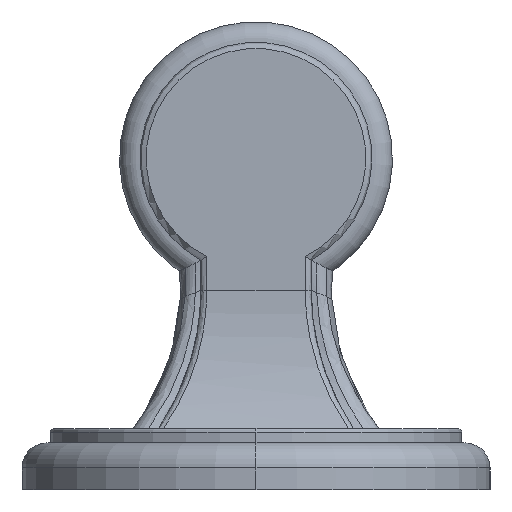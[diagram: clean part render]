
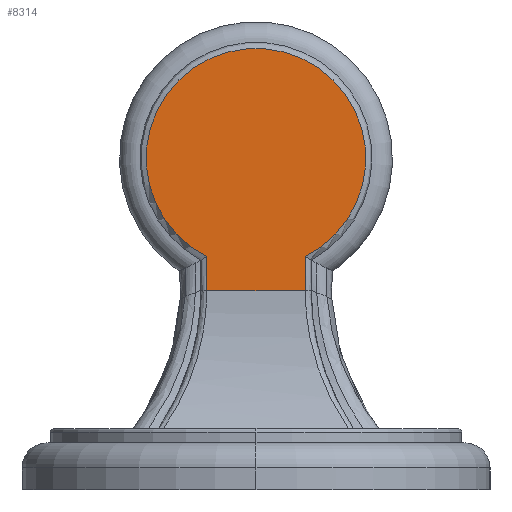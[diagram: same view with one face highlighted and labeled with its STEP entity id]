
A CAD part, left-side view. The second image highlights one B-rep face of the part: STEP entity #8314.
In plain terms, the highlighted planar face has unit normal (-1, 0, 0).
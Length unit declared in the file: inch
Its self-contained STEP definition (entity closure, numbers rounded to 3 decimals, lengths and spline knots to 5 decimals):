
#2753=DIRECTION('',(0.,0.,-1.));
#2754=VECTOR('',#2753,0.21848);
#2755=CARTESIAN_POINT('',(-21.35417,0.31517,
1.49549));
#2756=LINE('',#2755,#2754);
#2757=CARTESIAN_POINT('',(-21.35417,0.,2.125));
#2758=DIRECTION('',(1.,0.,0.));
#2759=DIRECTION('',(0.,0.448,-0.894));
#2760=AXIS2_PLACEMENT_3D('',#2757,#2758,#2759);
#2762=DIRECTION('',(0.,0.,1.));
#2763=VECTOR('',#2762,0.21848);
#2764=CARTESIAN_POINT('',(-21.35417,-0.31516,
1.277));
#2765=LINE('',#2764,#2763);
#2766=DIRECTION('',(0.,1.,0.));
#2767=VECTOR('',#2766,0.63033);
#2768=CARTESIAN_POINT('',(-21.35417,-0.31516,
1.277));
#2769=LINE('',#2768,#2767);
#3180=CARTESIAN_POINT('',(-21.35417,0.31517,
1.49549));
#3181=CARTESIAN_POINT('',(-21.35417,0.31516,
1.27701));
#3182=VERTEX_POINT('',#3180);
#3183=VERTEX_POINT('',#3181);
#3188=CARTESIAN_POINT('',(-21.35417,-0.31517,
1.49549));
#3189=VERTEX_POINT('',#3188);
#3194=CARTESIAN_POINT('',(-21.35417,-0.31516,
1.277));
#3195=VERTEX_POINT('',#3194);
#8301=CARTESIAN_POINT('',(-21.35417,-0.625,1.277));
#8302=DIRECTION('',(1.,0.,0.));
#8303=DIRECTION('',(0.,0.,1.));
#8304=AXIS2_PLACEMENT_3D('',#8301,#8302,#8303);
#8305=PLANE('',#8304);
#8307=ORIENTED_EDGE('',*,*,#8306,.F.);
#8309=ORIENTED_EDGE('',*,*,#8308,.T.);
#8310=ORIENTED_EDGE('',*,*,#8294,.F.);
#8311=ORIENTED_EDGE('',*,*,#7626,.T.);
#8312=EDGE_LOOP('',(#8307,#8309,#8310,#8311));
#8313=FACE_OUTER_BOUND('',#8312,.F.);
#8314=ADVANCED_FACE('',(#8313),#8305,.F.);
#2761=CIRCLE('',#2760,0.704);
#7626=EDGE_CURVE('',#3195,#3183,#2769,.T.);
#8294=EDGE_CURVE('',#3195,#3189,#2765,.T.);
#8306=EDGE_CURVE('',#3182,#3183,#2756,.T.);
#8308=EDGE_CURVE('',#3182,#3189,#2761,.T.);
